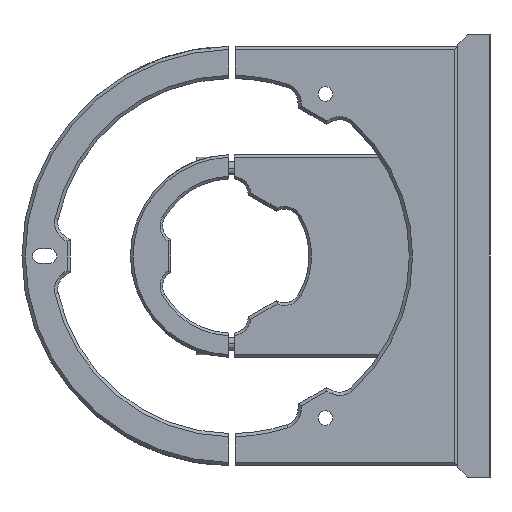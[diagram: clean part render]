
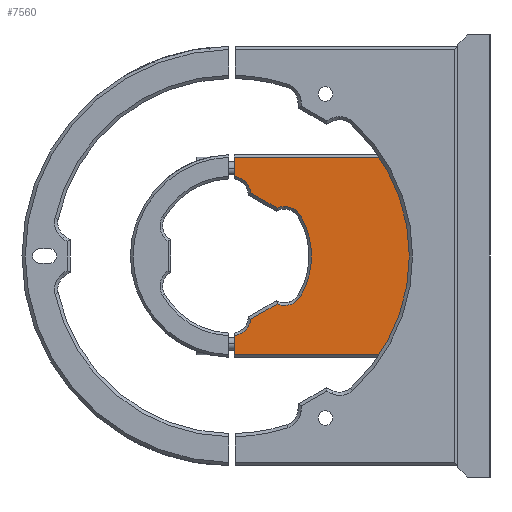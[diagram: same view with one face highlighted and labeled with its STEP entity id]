
A CAD part, left-side view. The second image highlights one B-rep face of the part: STEP entity #7560.
In plain terms, the highlighted planar face has unit normal (-1, 0, 0).
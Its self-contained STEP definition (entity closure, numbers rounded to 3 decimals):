
#51 = EDGE_CURVE ( 'NONE', #8164, #7298, #5665, .T. ) ;
#52 = AXIS2_PLACEMENT_3D ( 'NONE', #4107, #7388, #6580 ) ;
#68 = VECTOR ( 'NONE', #8060, 1000. ) ;
#74 = DIRECTION ( 'NONE',  ( 1., 0., 0. ) ) ;
#79 = CARTESIAN_POINT ( 'NONE',  ( 165., 5.723, 24.663 ) ) ;
#235 = CARTESIAN_POINT ( 'NONE',  ( 165., -9.846, 9.535 ) ) ;
#394 = PLANE ( 'NONE',  #898 ) ;
#575 = CARTESIAN_POINT ( 'NONE',  ( 165., 6.473, -30.6 ) ) ;
#771 = CARTESIAN_POINT ( 'NONE',  ( 165., -6.961, 15.222 ) ) ;
#877 = DIRECTION ( 'NONE',  ( 0., 0.866, -0.5 ) ) ;
#898 = AXIS2_PLACEMENT_3D ( 'NONE', #5067, #6097, #8362 ) ;
#958 = EDGE_CURVE ( 'NONE', #2769, #1669, #7951, .T. ) ;
#968 = EDGE_CURVE ( 'NONE', #1669, #8754, #6386, .T. ) ;
#975 = CIRCLE ( 'NONE', #4755, 5.8 ) ;
#1009 = CARTESIAN_POINT ( 'NONE',  ( 165., 5.723, 30.6 ) ) ;
#1034 = CARTESIAN_POINT ( 'NONE',  ( 165., 5.723, -30.6 ) ) ;
#1256 = DIRECTION ( 'NONE',  ( 0., 0., 1. ) ) ;
#1273 = EDGE_CURVE ( 'NONE', #9630, #8439, #8645, .T. ) ;
#1429 = DIRECTION ( 'NONE',  ( 1., 0., 0. ) ) ;
#1656 = CARTESIAN_POINT ( 'NONE',  ( 165., -7.571, 14.87 ) ) ;
#1669 = VERTEX_POINT ( 'NONE', #5631 ) ;
#1772 = VERTEX_POINT ( 'NONE', #1009 ) ;
#1781 = FACE_OUTER_BOUND ( 'NONE', #3682, .T. ) ;
#1919 = AXIS2_PLACEMENT_3D ( 'NONE', #9435, #8427, #4440 ) ;
#2100 = CIRCLE ( 'NONE', #6415, 5.8 ) ;
#2149 = EDGE_CURVE ( 'NONE', #3713, #8039, #2100, .T. ) ;
#2593 = VERTEX_POINT ( 'NONE', #79 ) ;
#2758 = ORIENTED_EDGE ( 'NONE', *, *, #10008, .F. ) ;
#2766 = CARTESIAN_POINT ( 'NONE',  ( 165., 6.473, 30.6 ) ) ;
#2769 = VERTEX_POINT ( 'NONE', #1034 ) ;
#2917 = ORIENTED_EDGE ( 'NONE', *, *, #1273, .T. ) ;
#3038 = CARTESIAN_POINT ( 'NONE',  ( 165., -9.846, -9.535 ) ) ;
#3145 = LINE ( 'NONE', #3960, #8406 ) ;
#3268 = DIRECTION ( 'NONE',  ( 0., 0., -1. ) ) ;
#3366 = CARTESIAN_POINT ( 'NONE',  ( 165., 0.007, -19.246 ) ) ;
#3369 = ORIENTED_EDGE ( 'NONE', *, *, #5806, .F. ) ;
#3605 = CARTESIAN_POINT ( 'NONE',  ( 165., 5.723, -24.663 ) ) ;
#3682 = EDGE_LOOP ( 'NONE', ( #7073, #9017, #9923, #3369, #8930, #4677, #7918, #10043, #7784, #8624, #4007, #2917, #2758 ) ) ;
#3713 = VERTEX_POINT ( 'NONE', #6595 ) ;
#3960 = CARTESIAN_POINT ( 'NONE',  ( 165., 5.723, 65.904 ) ) ;
#4007 = ORIENTED_EDGE ( 'NONE', *, *, #5411, .T. ) ;
#4107 = CARTESIAN_POINT ( 'NONE',  ( 165., 6.375, 18.9 ) ) ;
#4177 = DIRECTION ( 'NONE',  ( 0., 0., -1. ) ) ;
#4206 = CARTESIAN_POINT ( 'NONE',  ( 165., -14.853, 12.461 ) ) ;
#4283 = LINE ( 'NONE', #3366, #6677 ) ;
#4440 = DIRECTION ( 'NONE',  ( 0., 0., -1. ) ) ;
#4445 = CARTESIAN_POINT ( 'NONE',  ( 165., 0.617, -19.598 ) ) ;
#4449 = CIRCLE ( 'NONE', #10445, 24.7 ) ;
#4677 = ORIENTED_EDGE ( 'NONE', *, *, #51, .T. ) ;
#4755 = AXIS2_PLACEMENT_3D ( 'NONE', #6034, #7709, #6996 ) ;
#4901 = DIRECTION ( 'NONE',  ( 0., 0., 1. ) ) ;
#5067 = CARTESIAN_POINT ( 'NONE',  ( 165., 6.473, 0. ) ) ;
#5123 = EDGE_CURVE ( 'NONE', #8754, #1772, #6217, .T. ) ;
#5411 = EDGE_CURVE ( 'NONE', #8039, #9630, #4283, .T. ) ;
#5551 = DIRECTION ( 'NONE',  ( 0., -0.866, -0.5 ) ) ;
#5617 = CARTESIAN_POINT ( 'NONE',  ( 165., -62.727, 30.6 ) ) ;
#5631 = CARTESIAN_POINT ( 'NONE',  ( 165., -62.727, -30.6 ) ) ;
#5665 = LINE ( 'NONE', #771, #8874 ) ;
#5806 = EDGE_CURVE ( 'NONE', #2593, #1772, #9797, .T. ) ;
#5987 = DIRECTION ( 'NONE',  ( 0., 0., -1. ) ) ;
#5998 = DIRECTION ( 'NONE',  ( 1., 0., 0. ) ) ;
#6034 = CARTESIAN_POINT ( 'NONE',  ( 165., -9.846, 9.535 ) ) ;
#6097 = DIRECTION ( 'NONE',  ( 1., 0., 0. ) ) ;
#6217 = LINE ( 'NONE', #2766, #10096 ) ;
#6245 = CARTESIAN_POINT ( 'NONE',  ( 165., -7.571, -14.87 ) ) ;
#6386 = LINE ( 'NONE', #5617, #68 ) ;
#6415 = AXIS2_PLACEMENT_3D ( 'NONE', #3038, #1429, #3268 ) ;
#6459 = CARTESIAN_POINT ( 'NONE',  ( 165., -9.846, 15.335 ) ) ;
#6495 = EDGE_CURVE ( 'NONE', #8391, #3713, #4449, .T. ) ;
#6580 = DIRECTION ( 'NONE',  ( 0., 0., -1. ) ) ;
#6595 = CARTESIAN_POINT ( 'NONE',  ( 165., -14.853, -12.461 ) ) ;
#6677 = VECTOR ( 'NONE', #877, 1000. ) ;
#6996 = DIRECTION ( 'NONE',  ( 0., 0., -1. ) ) ;
#6999 = EDGE_CURVE ( 'NONE', #7298, #8245, #9229, .T. ) ;
#7023 = EDGE_CURVE ( 'NONE', #8245, #8391, #975, .T. ) ;
#7073 = ORIENTED_EDGE ( 'NONE', *, *, #958, .T. ) ;
#7298 = VERTEX_POINT ( 'NONE', #1656 ) ;
#7388 = DIRECTION ( 'NONE',  ( 1., 0., 0. ) ) ;
#7560 = ADVANCED_FACE ( 'NONE', ( #1781 ), #394, .F. ) ;
#7620 = CARTESIAN_POINT ( 'NONE',  ( 165., 6.473, 0. ) ) ;
#7709 = DIRECTION ( 'NONE',  ( 1., 0., 0. ) ) ;
#7784 = ORIENTED_EDGE ( 'NONE', *, *, #6495, .T. ) ;
#7810 = EDGE_CURVE ( 'NONE', #2593, #8164, #9318, .T. ) ;
#7859 = AXIS2_PLACEMENT_3D ( 'NONE', #235, #74, #5987 ) ;
#7918 = ORIENTED_EDGE ( 'NONE', *, *, #6999, .T. ) ;
#7951 = LINE ( 'NONE', #575, #8325 ) ;
#8039 = VERTEX_POINT ( 'NONE', #6245 ) ;
#8043 = VECTOR ( 'NONE', #4901, 1000. ) ;
#8060 = DIRECTION ( 'NONE',  ( 0., 0., 1. ) ) ;
#8164 = VERTEX_POINT ( 'NONE', #10260 ) ;
#8245 = VERTEX_POINT ( 'NONE', #6459 ) ;
#8281 = CARTESIAN_POINT ( 'NONE',  ( 165., -62.727, 30.6 ) ) ;
#8325 = VECTOR ( 'NONE', #10458, 1000. ) ;
#8362 = DIRECTION ( 'NONE',  ( 0., 0., -1. ) ) ;
#8391 = VERTEX_POINT ( 'NONE', #4206 ) ;
#8406 = VECTOR ( 'NONE', #1256, 1000. ) ;
#8427 = DIRECTION ( 'NONE',  ( 1., 0., 0. ) ) ;
#8439 = VERTEX_POINT ( 'NONE', #3605 ) ;
#8535 = DIRECTION ( 'NONE',  ( 0., 1., 0. ) ) ;
#8624 = ORIENTED_EDGE ( 'NONE', *, *, #2149, .T. ) ;
#8645 = CIRCLE ( 'NONE', #1919, 5.8 ) ;
#8754 = VERTEX_POINT ( 'NONE', #8281 ) ;
#8874 = VECTOR ( 'NONE', #5551, 1000. ) ;
#8930 = ORIENTED_EDGE ( 'NONE', *, *, #7810, .T. ) ;
#9008 = CARTESIAN_POINT ( 'NONE',  ( 165., 5.723, 65.904 ) ) ;
#9017 = ORIENTED_EDGE ( 'NONE', *, *, #968, .T. ) ;
#9229 = CIRCLE ( 'NONE', #7859, 5.8 ) ;
#9318 = CIRCLE ( 'NONE', #52, 5.8 ) ;
#9435 = CARTESIAN_POINT ( 'NONE',  ( 165., 6.375, -18.9 ) ) ;
#9630 = VERTEX_POINT ( 'NONE', #4445 ) ;
#9797 = LINE ( 'NONE', #9008, #8043 ) ;
#9923 = ORIENTED_EDGE ( 'NONE', *, *, #5123, .T. ) ;
#10008 = EDGE_CURVE ( 'NONE', #2769, #8439, #3145, .T. ) ;
#10043 = ORIENTED_EDGE ( 'NONE', *, *, #7023, .T. ) ;
#10096 = VECTOR ( 'NONE', #8535, 1000. ) ;
#10260 = CARTESIAN_POINT ( 'NONE',  ( 165., 0.617, 19.598 ) ) ;
#10445 = AXIS2_PLACEMENT_3D ( 'NONE', #7620, #5998, #4177 ) ;
#10458 = DIRECTION ( 'NONE',  ( 0., -1., 0. ) ) ;
